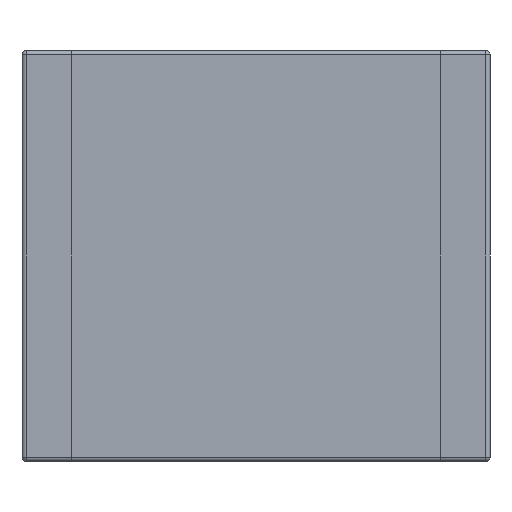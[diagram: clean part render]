
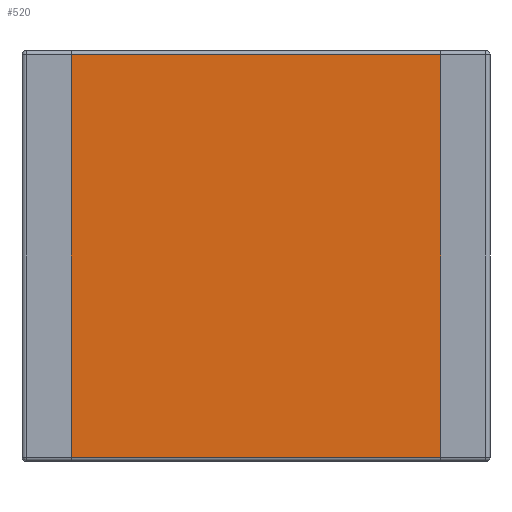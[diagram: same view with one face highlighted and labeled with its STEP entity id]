
A CAD part, front view. The second image highlights one B-rep face of the part: STEP entity #520.
In plain terms, the highlighted planar face has unit normal (0, -1, 0).
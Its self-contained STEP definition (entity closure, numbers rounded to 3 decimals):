
#484 = ORIENTED_EDGE ( 'NONE', *, *, #485, .T. ) ;
#485 = EDGE_CURVE ( 'NONE', #579, #650, #887, .T. ) ;
#488 = ORIENTED_EDGE ( 'NONE', *, *, #585, .F. ) ;
#491 = EDGE_CURVE ( 'NONE', #533, #584, #930, .T. ) ;
#520 = ADVANCED_FACE ( 'NONE', ( #1015 ), #995, .T. ) ;
#525 = EDGE_CURVE ( 'NONE', #533, #650, #1019, .T. ) ;
#533 = VERTEX_POINT ( 'NONE', #1073 ) ;
#540 = ORIENTED_EDGE ( 'NONE', *, *, #491, .T. ) ;
#579 = VERTEX_POINT ( 'NONE', #1214 ) ;
#580 = ORIENTED_EDGE ( 'NONE', *, *, #525, .F. ) ;
#584 = VERTEX_POINT ( 'NONE', #1207 ) ;
#585 = EDGE_CURVE ( 'NONE', #579, #584, #1205, .T. ) ;
#650 = VERTEX_POINT ( 'NONE', #1446 ) ;
#711 = EDGE_LOOP ( 'NONE', ( #580, #540, #488, #484 ) ) ;
#884 = DIRECTION ( 'NONE',  ( -1., 0., 0. ) ) ;
#885 = VECTOR ( 'NONE', #884, 1000. ) ;
#886 = CARTESIAN_POINT ( 'NONE',  ( -2.85, 0., 2.45 ) ) ;
#887 = LINE ( 'NONE', #886, #885 ) ;
#927 = DIRECTION ( 'NONE',  ( 1., 0., 0. ) ) ;
#928 = VECTOR ( 'NONE', #927, 1000. ) ;
#929 = CARTESIAN_POINT ( 'NONE',  ( 2.85, 0., -2.45 ) ) ;
#930 = LINE ( 'NONE', #929, #928 ) ;
#995 = PLANE ( 'NONE',  #996 ) ;
#996 = AXIS2_PLACEMENT_3D ( 'NONE', #1047, #1046, #1045 ) ;
#1015 = FACE_OUTER_BOUND ( 'NONE', #711, .T. ) ;
#1019 = LINE ( 'NONE', #1076, #1075 ) ;
#1045 = DIRECTION ( 'NONE',  ( 0., 0., -1. ) ) ;
#1046 = DIRECTION ( 'NONE',  ( 0., -1., 0. ) ) ;
#1047 = CARTESIAN_POINT ( 'NONE',  ( 2.85, 0., -2.5 ) ) ;
#1073 = CARTESIAN_POINT ( 'NONE',  ( -2.25, 0., -2.45 ) ) ;
#1074 = DIRECTION ( 'NONE',  ( 0., 0., 1. ) ) ;
#1075 = VECTOR ( 'NONE', #1074, 1000. ) ;
#1076 = CARTESIAN_POINT ( 'NONE',  ( -2.25, 0., -2.5 ) ) ;
#1202 = DIRECTION ( 'NONE',  ( 0., 0., -1. ) ) ;
#1203 = VECTOR ( 'NONE', #1202, 1000. ) ;
#1204 = CARTESIAN_POINT ( 'NONE',  ( 2.25, 0., -2.5 ) ) ;
#1205 = LINE ( 'NONE', #1204, #1203 ) ;
#1207 = CARTESIAN_POINT ( 'NONE',  ( 2.25, 0., -2.45 ) ) ;
#1214 = CARTESIAN_POINT ( 'NONE',  ( 2.25, 0., 2.45 ) ) ;
#1446 = CARTESIAN_POINT ( 'NONE',  ( -2.25, 0., 2.45 ) ) ;
